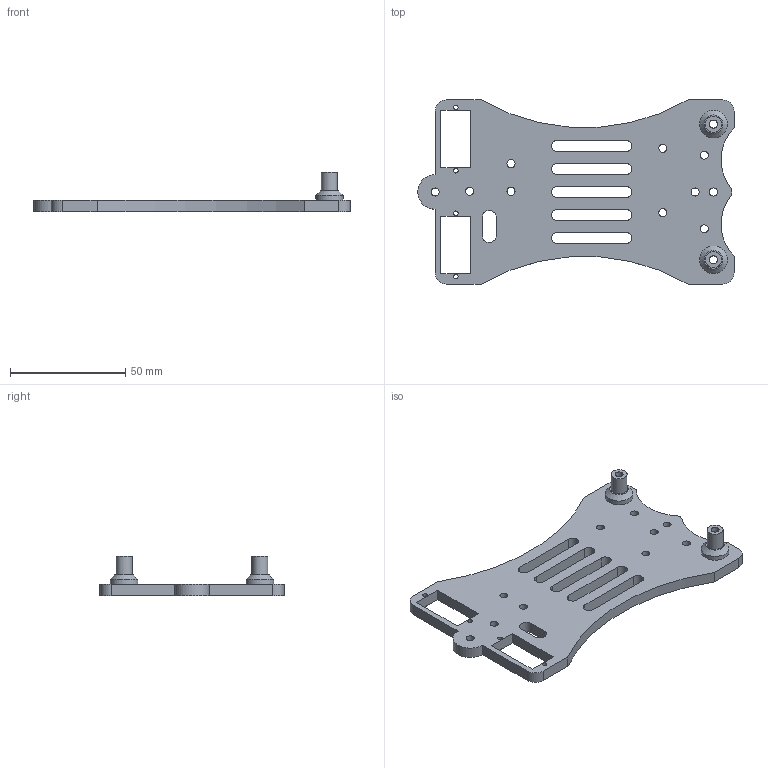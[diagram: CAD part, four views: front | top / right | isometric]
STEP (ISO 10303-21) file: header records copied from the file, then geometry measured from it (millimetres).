
FILE_DESCRIPTION(('FreeCAD Model'),'2;1');
FILE_NAME('1xCangrejo_body.stp', '2014-04-23T15:58:56',('FreeCAD'),('FreeCAD'), 'Open CASCADE STEP processor 6.3','FreeCAD','Unknown');
FILE_SCHEMA(('AUTOMOTIVE_DESIGN_CC2 { 1 2 10303 214 -1 1 5 4 }'));
Length unit declared in the file: millimetre
Products named in the file (2): =>[0:1:1:2]; =>[0:1:1:3]
Bounding box: 137.5 x 80 x 17 mm (x, y, z)
Volume: 36540 mm3; surface area: 20752.5 mm2
Topology: 1 solids, 1 shells, 78 faces, 344 edges, 371 vertices
Faces by surface type: cylinder 42, plane 34, cone 2
Full cylindrical faces by diameter (mm): 2 x4, 3.5 x12, 7 x2, 12 x2
Entity records: 7809 total; most frequent: CARTESIAN_POINT 1791, DIRECTION 895, ORIENTED_EDGE 428, PCURVE 428, DEFINITIONAL_REPRESENTATION 428, LINE 374, VECTOR 374, AXIS2_PLACEMENT_3D 239
